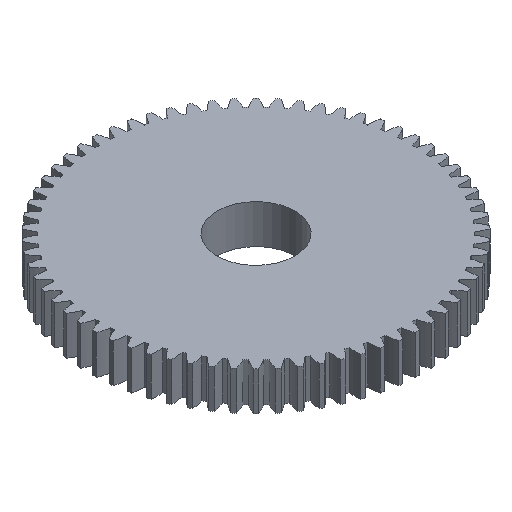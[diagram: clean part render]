
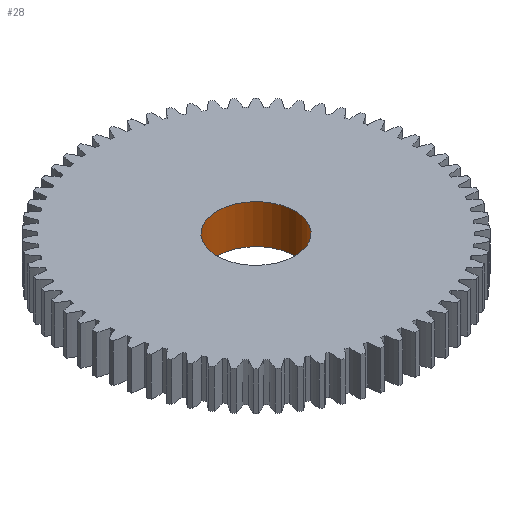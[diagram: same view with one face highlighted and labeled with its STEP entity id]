
A CAD part, isometric view. The second image highlights one B-rep face of the part: STEP entity #28.
In plain terms, the highlighted cylindrical face has radius 4 mm (diameter 8 mm), a full revolution.
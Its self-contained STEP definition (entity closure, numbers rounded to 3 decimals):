
#28 = ADVANCED_FACE('',(#29),#42,.F.);
#29 = FACE_BOUND('',#30,.F.);
#30 = EDGE_LOOP('',(#31,#91,#113,#162));
#31 = ORIENTED_EDGE('',*,*,#32,.T.);
#32 = EDGE_CURVE('',#33,#33,#35,.T.);
#33 = VERTEX_POINT('',#34);
#34 = CARTESIAN_POINT('',(4.,0.,0.));
#35 = SURFACE_CURVE('',#36,(#41,#75),.PCURVE_S1.);
#36 = CIRCLE('',#37,4.);
#37 = AXIS2_PLACEMENT_3D('',#38,#39,#40);
#38 = CARTESIAN_POINT('',(0.,0.,0.));
#39 = DIRECTION('',(0.,0.,1.));
#40 = DIRECTION('',(-1.,0.,0.));
#41 = PCURVE('',#42,#47);
#42 = CYLINDRICAL_SURFACE('',#43,4.);
#43 = AXIS2_PLACEMENT_3D('',#44,#45,#46);
#44 = CARTESIAN_POINT('',(0.,0.,4.));
#45 = DIRECTION('',(0.,0.,-1.));
#46 = DIRECTION('',(-1.,0.,0.));
#47 = DEFINITIONAL_REPRESENTATION('',(#48),#74);
#48 = B_SPLINE_CURVE_WITH_KNOTS('',3,(#49,#50,#51,#52,#53,#54,#55,#56,
    #57,#58,#59,#60,#61,#62,#63,#64,#65,#66,#67,#68,#69,#70,#71,#72,#73)
  ,.UNSPECIFIED.,.F.,.F.,(4,1,1,1,1,1,1,1,1,1,1,1,1,1,1,1,1,1,1,1,1,1,4)
  ,(3.142,3.427,3.713,3.998,
    4.284,4.57,4.855,5.141,
    5.426,5.712,5.998,6.283,
    6.569,6.854,7.14,7.426,
    7.711,7.997,8.282,8.568,
    8.854,9.139,9.425),.QUASI_UNIFORM_KNOTS.);
#49 = CARTESIAN_POINT('',(9.425,4.));
#50 = CARTESIAN_POINT('',(9.33,4.));
#51 = CARTESIAN_POINT('',(9.139,4.));
#52 = CARTESIAN_POINT('',(8.854,4.));
#53 = CARTESIAN_POINT('',(8.568,4.));
#54 = CARTESIAN_POINT('',(8.282,4.));
#55 = CARTESIAN_POINT('',(7.997,4.));
#56 = CARTESIAN_POINT('',(7.711,4.));
#57 = CARTESIAN_POINT('',(7.426,4.));
#58 = CARTESIAN_POINT('',(7.14,4.));
#59 = CARTESIAN_POINT('',(6.854,4.));
#60 = CARTESIAN_POINT('',(6.569,4.));
#61 = CARTESIAN_POINT('',(6.283,4.));
#62 = CARTESIAN_POINT('',(5.998,4.));
#63 = CARTESIAN_POINT('',(5.712,4.));
#64 = CARTESIAN_POINT('',(5.426,4.));
#65 = CARTESIAN_POINT('',(5.141,4.));
#66 = CARTESIAN_POINT('',(4.855,4.));
#67 = CARTESIAN_POINT('',(4.57,4.));
#68 = CARTESIAN_POINT('',(4.284,4.));
#69 = CARTESIAN_POINT('',(3.998,4.));
#70 = CARTESIAN_POINT('',(3.713,4.));
#71 = CARTESIAN_POINT('',(3.427,4.));
#72 = CARTESIAN_POINT('',(3.237,4.));
#73 = CARTESIAN_POINT('',(3.142,4.));
#74 = ( GEOMETRIC_REPRESENTATION_CONTEXT(2) 
PARAMETRIC_REPRESENTATION_CONTEXT() REPRESENTATION_CONTEXT('2D SPACE',''
  ) );
#75 = PCURVE('',#76,#81);
#76 = PLANE('',#77);
#77 = AXIS2_PLACEMENT_3D('',#78,#79,#80);
#78 = CARTESIAN_POINT('',(0.,0.,0.));
#79 = DIRECTION('',(0.,0.,-1.));
#80 = DIRECTION('',(-1.,0.,0.));
#81 = DEFINITIONAL_REPRESENTATION('',(#82),#90);
#82 = ( BOUNDED_CURVE() B_SPLINE_CURVE(2,(#83,#84,#85,#86,#87,#88,#89),
.UNSPECIFIED.,.T.,.F.) B_SPLINE_CURVE_WITH_KNOTS((1,2,2,2,2,1),(
    -2.094,0.,2.094,4.189,6.283,
8.378),.UNSPECIFIED.) CURVE() GEOMETRIC_REPRESENTATION_ITEM() 
RATIONAL_B_SPLINE_CURVE((1.,0.5,1.,0.5,1.,0.5,1.)) REPRESENTATION_ITEM(
  '') );
#83 = CARTESIAN_POINT('',(4.,0.));
#84 = CARTESIAN_POINT('',(4.,-6.928));
#85 = CARTESIAN_POINT('',(-2.,-3.464));
#86 = CARTESIAN_POINT('',(-8.,0.));
#87 = CARTESIAN_POINT('',(-2.,3.464));
#88 = CARTESIAN_POINT('',(4.,6.928));
#89 = CARTESIAN_POINT('',(4.,0.));
#90 = ( GEOMETRIC_REPRESENTATION_CONTEXT(2) 
PARAMETRIC_REPRESENTATION_CONTEXT() REPRESENTATION_CONTEXT('2D SPACE',''
  ) );
#91 = ORIENTED_EDGE('',*,*,#92,.F.);
#92 = EDGE_CURVE('',#93,#33,#95,.T.);
#93 = VERTEX_POINT('',#94);
#94 = CARTESIAN_POINT('',(4.,0.,4.));
#95 = SEAM_CURVE('',#96,(#99,#106),.PCURVE_S1.);
#96 = B_SPLINE_CURVE_WITH_KNOTS('',1,(#97,#98),.UNSPECIFIED.,.F.,.F.,(2,
    2),(0.,4.),.PIECEWISE_BEZIER_KNOTS.);
#97 = CARTESIAN_POINT('',(4.,0.,4.));
#98 = CARTESIAN_POINT('',(4.,0.,0.));
#99 = PCURVE('',#42,#100);
#100 = DEFINITIONAL_REPRESENTATION('',(#101),#105);
#101 = LINE('',#102,#103);
#102 = CARTESIAN_POINT('',(3.142,0.));
#103 = VECTOR('',#104,1.);
#104 = DIRECTION('',(0.,1.));
#105 = ( GEOMETRIC_REPRESENTATION_CONTEXT(2) 
PARAMETRIC_REPRESENTATION_CONTEXT() REPRESENTATION_CONTEXT('2D SPACE',''
  ) );
#106 = PCURVE('',#42,#107);
#107 = DEFINITIONAL_REPRESENTATION('',(#108),#112);
#108 = LINE('',#109,#110);
#109 = CARTESIAN_POINT('',(9.425,0.));
#110 = VECTOR('',#111,1.);
#111 = DIRECTION('',(0.,1.));
#112 = ( GEOMETRIC_REPRESENTATION_CONTEXT(2) 
PARAMETRIC_REPRESENTATION_CONTEXT() REPRESENTATION_CONTEXT('2D SPACE',''
  ) );
#113 = ORIENTED_EDGE('',*,*,#114,.T.);
#114 = EDGE_CURVE('',#93,#93,#115,.T.);
#115 = SURFACE_CURVE('',#116,(#121,#150),.PCURVE_S1.);
#116 = CIRCLE('',#117,4.);
#117 = AXIS2_PLACEMENT_3D('',#118,#119,#120);
#118 = CARTESIAN_POINT('',(0.,0.,4.));
#119 = DIRECTION('',(0.,0.,-1.));
#120 = DIRECTION('',(-1.,0.,0.));
#121 = PCURVE('',#42,#122);
#122 = DEFINITIONAL_REPRESENTATION('',(#123),#149);
#123 = B_SPLINE_CURVE_WITH_KNOTS('',3,(#124,#125,#126,#127,#128,#129,
    #130,#131,#132,#133,#134,#135,#136,#137,#138,#139,#140,#141,#142,
    #143,#144,#145,#146,#147,#148),.UNSPECIFIED.,.F.,.F.,(4,1,1,1,1,1,1,
    1,1,1,1,1,1,1,1,1,1,1,1,1,1,1,4),(3.142,3.427,
    3.713,3.998,4.284,4.57,
    4.855,5.141,5.426,5.712,
    5.998,6.283,6.569,6.854,
    7.14,7.426,7.711,7.997,
    8.282,8.568,8.854,9.139,
    9.425),.QUASI_UNIFORM_KNOTS.);
#124 = CARTESIAN_POINT('',(3.142,0.));
#125 = CARTESIAN_POINT('',(3.237,0.));
#126 = CARTESIAN_POINT('',(3.427,0.));
#127 = CARTESIAN_POINT('',(3.713,0.));
#128 = CARTESIAN_POINT('',(3.998,0.));
#129 = CARTESIAN_POINT('',(4.284,0.));
#130 = CARTESIAN_POINT('',(4.57,0.));
#131 = CARTESIAN_POINT('',(4.855,0.));
#132 = CARTESIAN_POINT('',(5.141,0.));
#133 = CARTESIAN_POINT('',(5.426,0.));
#134 = CARTESIAN_POINT('',(5.712,0.));
#135 = CARTESIAN_POINT('',(5.998,0.));
#136 = CARTESIAN_POINT('',(6.283,0.));
#137 = CARTESIAN_POINT('',(6.569,0.));
#138 = CARTESIAN_POINT('',(6.854,0.));
#139 = CARTESIAN_POINT('',(7.14,0.));
#140 = CARTESIAN_POINT('',(7.426,0.));
#141 = CARTESIAN_POINT('',(7.711,0.));
#142 = CARTESIAN_POINT('',(7.997,0.));
#143 = CARTESIAN_POINT('',(8.282,0.));
#144 = CARTESIAN_POINT('',(8.568,0.));
#145 = CARTESIAN_POINT('',(8.854,0.));
#146 = CARTESIAN_POINT('',(9.139,0.));
#147 = CARTESIAN_POINT('',(9.33,0.));
#148 = CARTESIAN_POINT('',(9.425,0.));
#149 = ( GEOMETRIC_REPRESENTATION_CONTEXT(2) 
PARAMETRIC_REPRESENTATION_CONTEXT() REPRESENTATION_CONTEXT('2D SPACE',''
  ) );
#150 = PCURVE('',#151,#156);
#151 = PLANE('',#152);
#152 = AXIS2_PLACEMENT_3D('',#153,#154,#155);
#153 = CARTESIAN_POINT('',(0.,0.,4.));
#154 = DIRECTION('',(0.,0.,-1.));
#155 = DIRECTION('',(-1.,0.,0.));
#156 = DEFINITIONAL_REPRESENTATION('',(#157),#161);
#157 = CIRCLE('',#158,4.);
#158 = AXIS2_PLACEMENT_2D('',#159,#160);
#159 = CARTESIAN_POINT('',(0.,0.));
#160 = DIRECTION('',(1.,0.));
#161 = ( GEOMETRIC_REPRESENTATION_CONTEXT(2) 
PARAMETRIC_REPRESENTATION_CONTEXT() REPRESENTATION_CONTEXT('2D SPACE',''
  ) );
#162 = ORIENTED_EDGE('',*,*,#92,.T.);
